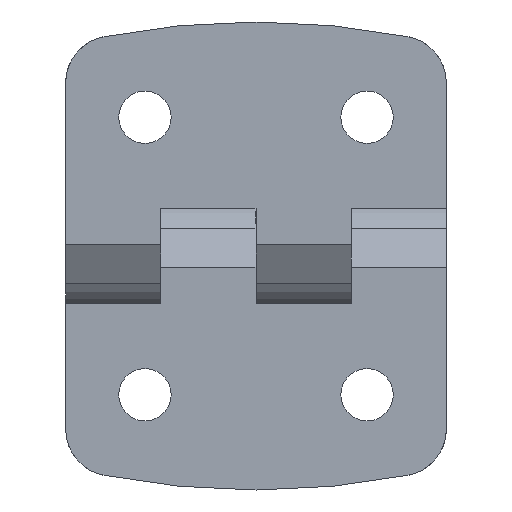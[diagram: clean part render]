
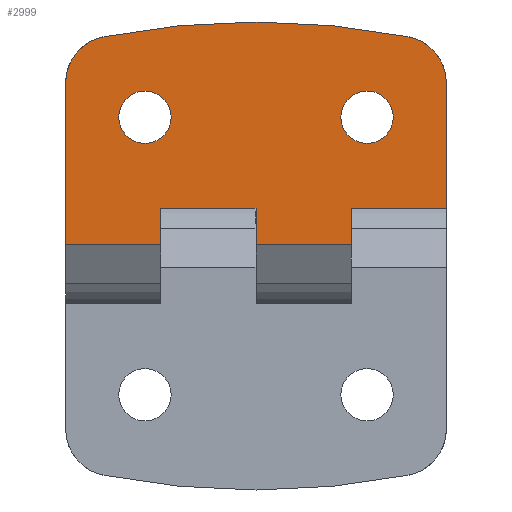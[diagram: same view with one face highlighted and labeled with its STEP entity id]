
A CAD part, left-side view. The second image highlights one B-rep face of the part: STEP entity #2999.
In plain terms, the highlighted planar face has unit normal (-1, 0, 0).
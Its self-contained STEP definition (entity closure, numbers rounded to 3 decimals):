
#1594=CIRCLE('',#2863,3.3);
#1595=CIRCLE('',#2865,6.);
#1596=CIRCLE('',#2866,100.);
#1597=CIRCLE('',#2867,6.);
#1598=CIRCLE('',#2868,3.3);
#1670=ORIENTED_EDGE('',*,*,#2232,.F.);
#1671=ORIENTED_EDGE('',*,*,#2233,.F.);
#1672=ORIENTED_EDGE('',*,*,#2234,.F.);
#1673=ORIENTED_EDGE('',*,*,#2235,.T.);
#1674=ORIENTED_EDGE('',*,*,#2236,.F.);
#1675=ORIENTED_EDGE('',*,*,#2237,.F.);
#1676=ORIENTED_EDGE('',*,*,#2238,.F.);
#1677=ORIENTED_EDGE('',*,*,#2204,.F.);
#1678=ORIENTED_EDGE('',*,*,#2239,.F.);
#1679=ORIENTED_EDGE('',*,*,#2213,.F.);
#1680=ORIENTED_EDGE('',*,*,#2240,.F.);
#1681=ORIENTED_EDGE('',*,*,#2241,.T.);
#1682=ORIENTED_EDGE('',*,*,#2242,.F.);
#1683=ORIENTED_EDGE('',*,*,#2231,.F.);
#1929=VECTOR('',#2535,1.);
#1937=VECTOR('',#2549,1.);
#1947=VECTOR('',#2591,1.);
#1948=VECTOR('',#2592,1.);
#1949=VECTOR('',#2593,1.);
#1950=VECTOR('',#2594,1.);
#1951=VECTOR('',#2595,1.);
#1952=VECTOR('',#2596,1.);
#1953=VECTOR('',#2597,1.);
#2013=LINE('',#3071,#1929);
#2021=LINE('',#3089,#1937);
#2031=LINE('',#3225,#1947);
#2032=LINE('',#3227,#1948);
#2033=LINE('',#3229,#1949);
#2034=LINE('',#3230,#1950);
#2035=LINE('',#3231,#1951);
#2036=LINE('',#3233,#1952);
#2037=LINE('',#3234,#1953);
#2098=VERTEX_POINT('',#3068);
#2099=VERTEX_POINT('',#3070);
#2105=VERTEX_POINT('',#3086);
#2106=VERTEX_POINT('',#3088);
#2121=VERTEX_POINT('',#3214);
#2122=VERTEX_POINT('',#3217);
#2123=VERTEX_POINT('',#3218);
#2124=VERTEX_POINT('',#3220);
#2125=VERTEX_POINT('',#3222);
#2126=VERTEX_POINT('',#3224);
#2127=VERTEX_POINT('',#3226);
#2128=VERTEX_POINT('',#3228);
#2129=VERTEX_POINT('',#3232);
#2130=VERTEX_POINT('',#3235);
#2204=EDGE_CURVE('',#2098,#2099,#2013,.T.);
#2213=EDGE_CURVE('',#2105,#2106,#2021,.T.);
#2231=EDGE_CURVE('',#2121,#2121,#1594,.T.);
#2232=EDGE_CURVE('',#2122,#2123,#1595,.T.);
#2233=EDGE_CURVE('',#2124,#2122,#1596,.T.);
#2234=EDGE_CURVE('',#2125,#2124,#1597,.T.);
#2235=EDGE_CURVE('',#2125,#2126,#2031,.T.);
#2236=EDGE_CURVE('',#2127,#2126,#2032,.T.);
#2237=EDGE_CURVE('',#2128,#2127,#2033,.T.);
#2238=EDGE_CURVE('',#2099,#2128,#2034,.T.);
#2239=EDGE_CURVE('',#2106,#2098,#2035,.T.);
#2240=EDGE_CURVE('',#2129,#2105,#2036,.T.);
#2241=EDGE_CURVE('',#2129,#2123,#2037,.T.);
#2242=EDGE_CURVE('',#2130,#2130,#1598,.T.);
#2361=EDGE_LOOP('',(#1670,#1671,#1672,#1673,#1674,#1675,#1676,#1677,#1678,
#1679,#1680,#1681));
#2362=EDGE_LOOP('',(#1682));
#2363=EDGE_LOOP('',(#1683));
#2451=FACE_BOUND('',#2361,.T.);
#2452=FACE_BOUND('',#2362,.T.);
#2453=FACE_BOUND('',#2363,.T.);
#2535=DIRECTION('',(0.,-4.585,0.));
#2549=DIRECTION('',(0.,4.585,0.));
#2581=DIRECTION('',(-1.,0.,0.));
#2582=DIRECTION('',(0.,0.,3.3));
#2583=DIRECTION('',(-1.,0.,0.));
#2584=DIRECTION('',(0.,1.,0.));
#2585=DIRECTION('',(1.,0.,0.));
#2586=DIRECTION('',(0.,-5.889,-1.149));
#2587=DIRECTION('',(1.,0.,0.));
#2588=DIRECTION('',(0.,-98.149,19.149));
#2589=DIRECTION('',(1.,0.,0.));
#2590=DIRECTION('',(0.,0.,6.));
#2591=DIRECTION('',(0.,20.345,0.));
#2592=DIRECTION('',(0.,0.,12.));
#2593=DIRECTION('',(0.,4.585,0.));
#2594=DIRECTION('',(0.,0.,12.));
#2595=DIRECTION('',(0.,0.,12.));
#2596=DIRECTION('',(0.,0.,12.));
#2597=DIRECTION('',(0.,-15.761,0.));
#2598=DIRECTION('',(-1.,0.,0.));
#2599=DIRECTION('',(0.,0.,3.3));
#2863=AXIS2_PLACEMENT_3D('',#3215,#2581,#2582);
#2864=AXIS2_PLACEMENT_3D('',#3216,#2583,#2584);
#2865=AXIS2_PLACEMENT_3D('',#3219,#2585,#2586);
#2866=AXIS2_PLACEMENT_3D('',#3221,#2587,#2588);
#2867=AXIS2_PLACEMENT_3D('',#3223,#2589,#2590);
#2868=AXIS2_PLACEMENT_3D('',#3236,#2598,#2599);
#2968=PLANE('',#2864);
#2999=ADVANCED_FACE('',(#2451,#2452,#2453),#2968,.T.);
#3068=CARTESIAN_POINT('',(0.,-1.415,0.));
#3070=CARTESIAN_POINT('',(0.,-6.,0.));
#3071=CARTESIAN_POINT('',(0.,-1.415,0.));
#3086=CARTESIAN_POINT('',(0.,-6.,-12.));
#3088=CARTESIAN_POINT('',(0.,-1.415,-12.));
#3089=CARTESIAN_POINT('',(0.,-6.,-12.));
#3214=CARTESIAN_POINT('',(0.,-17.5,17.3));
#3215=CARTESIAN_POINT('',(0.,-17.5,14.));
#3216=CARTESIAN_POINT('',(0.,-1.7,0.));
#3217=CARTESIAN_POINT('',(0.,-27.649,-19.149));
#3218=CARTESIAN_POINT('',(0.,-21.761,-24.));
#3219=CARTESIAN_POINT('',(0.,-21.761,-18.));
#3220=CARTESIAN_POINT('',(0.,-27.649,19.149));
#3221=CARTESIAN_POINT('',(0.,70.5,0.));
#3222=CARTESIAN_POINT('',(0.,-21.761,24.));
#3223=CARTESIAN_POINT('',(0.,-21.761,18.));
#3224=CARTESIAN_POINT('',(0.,-1.415,24.));
#3225=CARTESIAN_POINT('',(0.,-21.761,24.));
#3226=CARTESIAN_POINT('',(0.,-1.415,12.));
#3227=CARTESIAN_POINT('',(0.,-1.415,12.));
#3228=CARTESIAN_POINT('',(0.,-6.,12.));
#3229=CARTESIAN_POINT('',(0.,-6.,12.));
#3230=CARTESIAN_POINT('',(0.,-6.,0.));
#3231=CARTESIAN_POINT('',(0.,-1.415,-12.));
#3232=CARTESIAN_POINT('',(0.,-6.,-24.));
#3233=CARTESIAN_POINT('',(0.,-6.,-24.));
#3234=CARTESIAN_POINT('',(0.,-6.,-24.));
#3235=CARTESIAN_POINT('',(0.,-17.5,-10.7));
#3236=CARTESIAN_POINT('',(0.,-17.5,-14.));
